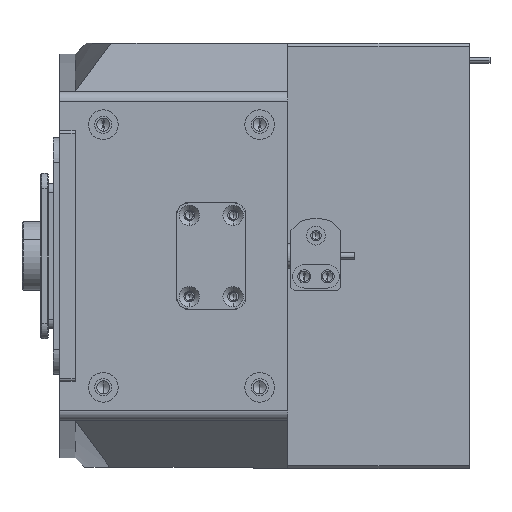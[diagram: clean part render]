
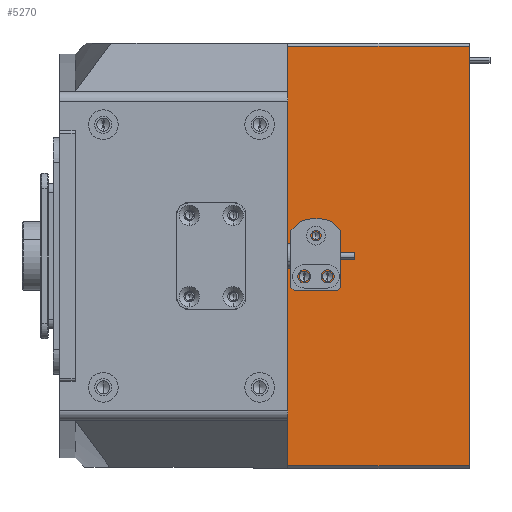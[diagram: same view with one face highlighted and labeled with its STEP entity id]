
A CAD part, left-side view. The second image highlights one B-rep face of the part: STEP entity #5270.
In plain terms, the highlighted planar face has unit normal (-1, 0, 0).
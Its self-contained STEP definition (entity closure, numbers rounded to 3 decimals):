
#953 = EDGE_LOOP ( 'NONE', ( #6079, #3600 ) ) ;
#1676 = VERTEX_POINT ( 'NONE', #38809 ) ;
#1750 = DIRECTION ( 'NONE',  ( -1., 0., 0. ) ) ;
#1758 = ORIENTED_EDGE ( 'NONE', *, *, #13524, .F. ) ;
#1878 = FACE_BOUND ( 'NONE', #7854, .T. ) ;
#1924 = ORIENTED_EDGE ( 'NONE', *, *, #38738, .T. ) ;
#2095 = CARTESIAN_POINT ( 'NONE',  ( -109., -32.25, -6.5 ) ) ;
#3380 = VERTEX_POINT ( 'NONE', #45890 ) ;
#3600 = ORIENTED_EDGE ( 'NONE', *, *, #5176, .F. ) ;
#3916 = CARTESIAN_POINT ( 'NONE',  ( -109., -24.75, -6.5 ) ) ;
#4473 = CIRCLE ( 'NONE', #35726, 1.65 ) ;
#5052 = LINE ( 'NONE', #5552, #25434 ) ;
#5176 = EDGE_CURVE ( 'NONE', #3380, #29360, #4473, .T. ) ;
#5270 = ADVANCED_FACE ( 'NONE', ( #13354, #1878, #27325, #49492 ), #41576, .F. ) ;
#5340 = CIRCLE ( 'NONE', #18956, 1.25 ) ;
#5552 = CARTESIAN_POINT ( 'NONE',  ( -109., -77.5, 68. ) ) ;
#5658 = DIRECTION ( 'NONE',  ( -1., 0., 0. ) ) ;
#6079 = ORIENTED_EDGE ( 'NONE', *, *, #49450, .F. ) ;
#6858 = ORIENTED_EDGE ( 'NONE', *, *, #27469, .F. ) ;
#7854 = EDGE_LOOP ( 'NONE', ( #1758, #26058 ) ) ;
#8607 = EDGE_CURVE ( 'NONE', #1676, #21966, #19739, .T. ) ;
#8720 = VERTEX_POINT ( 'NONE', #35232 ) ;
#9804 = EDGE_LOOP ( 'NONE', ( #6858, #39044 ) ) ;
#10970 = CARTESIAN_POINT ( 'NONE',  ( -109., -19.5, 67. ) ) ;
#12863 = DIRECTION ( 'NONE',  ( -1., 0., 0. ) ) ;
#12963 = CARTESIAN_POINT ( 'NONE',  ( -109., -32.25, -4.85 ) ) ;
#13354 = FACE_BOUND ( 'NONE', #9804, .T. ) ;
#13524 = EDGE_CURVE ( 'NONE', #28237, #48038, #24778, .T. ) ;
#13922 = CIRCLE ( 'NONE', #29577, 1.25 ) ;
#14875 = DIRECTION ( 'NONE',  ( -1., 0., 0. ) ) ;
#15324 = ORIENTED_EDGE ( 'NONE', *, *, #8607, .T. ) ;
#16048 = AXIS2_PLACEMENT_3D ( 'NONE', #22173, #14875, #27132 ) ;
#16331 = DIRECTION ( 'NONE',  ( -1., 0., 0. ) ) ;
#17303 = CARTESIAN_POINT ( 'NONE',  ( -109., -77.5, 67. ) ) ;
#17424 = CARTESIAN_POINT ( 'NONE',  ( -109., -77.5, 68. ) ) ;
#18290 = DIRECTION ( 'NONE',  ( 0., 0., -1. ) ) ;
#18956 = AXIS2_PLACEMENT_3D ( 'NONE', #47782, #19063, #43705 ) ;
#19063 = DIRECTION ( 'NONE',  ( -1., 0., 0. ) ) ;
#19739 = LINE ( 'NONE', #17303, #50770 ) ;
#20007 = CARTESIAN_POINT ( 'NONE',  ( -109., -77.5, -67. ) ) ;
#21299 = LINE ( 'NONE', #38000, #25079 ) ;
#21406 = VECTOR ( 'NONE', #42824, 1000. ) ;
#21966 = VERTEX_POINT ( 'NONE', #10970 ) ;
#22155 = EDGE_LOOP ( 'NONE', ( #48299, #1924, #46200, #15324 ) ) ;
#22173 = CARTESIAN_POINT ( 'NONE',  ( -109., -24.75, -6.5 ) ) ;
#23077 = CIRCLE ( 'NONE', #43699, 1.65 ) ;
#24346 = CARTESIAN_POINT ( 'NONE',  ( -109., -24.75, -8.15 ) ) ;
#24778 = CIRCLE ( 'NONE', #43650, 1.65 ) ;
#24882 = CARTESIAN_POINT ( 'NONE',  ( -109., -24.75, -4.85 ) ) ;
#25079 = VECTOR ( 'NONE', #18290, 1000. ) ;
#25434 = VECTOR ( 'NONE', #37857, 1000. ) ;
#26058 = ORIENTED_EDGE ( 'NONE', *, *, #32107, .F. ) ;
#26368 = CARTESIAN_POINT ( 'NONE',  ( -109., -77.5, -67. ) ) ;
#26974 = VERTEX_POINT ( 'NONE', #20007 ) ;
#27132 = DIRECTION ( 'NONE',  ( 0., 0., 1. ) ) ;
#27325 = FACE_BOUND ( 'NONE', #953, .T. ) ;
#27469 = EDGE_CURVE ( 'NONE', #46742, #32380, #5340, .T. ) ;
#28237 = VERTEX_POINT ( 'NONE', #24882 ) ;
#29360 = VERTEX_POINT ( 'NONE', #12963 ) ;
#29577 = AXIS2_PLACEMENT_3D ( 'NONE', #46286, #1750, #30169 ) ;
#30169 = DIRECTION ( 'NONE',  ( 0., 0., 1. ) ) ;
#32107 = EDGE_CURVE ( 'NONE', #48038, #28237, #50559, .T. ) ;
#32196 = LINE ( 'NONE', #26368, #21406 ) ;
#32380 = VERTEX_POINT ( 'NONE', #45170 ) ;
#34764 = DIRECTION ( 'NONE',  ( 0., 0., 1. ) ) ;
#35232 = CARTESIAN_POINT ( 'NONE',  ( -109., -19.5, -67. ) ) ;
#35726 = AXIS2_PLACEMENT_3D ( 'NONE', #41067, #12863, #36635 ) ;
#36635 = DIRECTION ( 'NONE',  ( 0., 0., 1. ) ) ;
#36836 = EDGE_CURVE ( 'NONE', #1676, #26974, #5052, .T. ) ;
#37390 = AXIS2_PLACEMENT_3D ( 'NONE', #17424, #50228, #45647 ) ;
#37721 = DIRECTION ( 'NONE',  ( 0., 1., 0. ) ) ;
#37857 = DIRECTION ( 'NONE',  ( 0., 0., -1. ) ) ;
#38000 = CARTESIAN_POINT ( 'NONE',  ( -109., -19.5, 68. ) ) ;
#38371 = CARTESIAN_POINT ( 'NONE',  ( -109., -28.5, 7.75 ) ) ;
#38738 = EDGE_CURVE ( 'NONE', #8720, #26974, #32196, .T. ) ;
#38809 = CARTESIAN_POINT ( 'NONE',  ( -109., -77.5, 67. ) ) ;
#39044 = ORIENTED_EDGE ( 'NONE', *, *, #51905, .F. ) ;
#41013 = DIRECTION ( 'NONE',  ( 0., 0., 1. ) ) ;
#41067 = CARTESIAN_POINT ( 'NONE',  ( -109., -32.25, -6.5 ) ) ;
#41576 = PLANE ( 'NONE',  #37390 ) ;
#42277 = EDGE_CURVE ( 'NONE', #21966, #8720, #21299, .T. ) ;
#42824 = DIRECTION ( 'NONE',  ( 0., -1., 0. ) ) ;
#43650 = AXIS2_PLACEMENT_3D ( 'NONE', #3916, #16331, #41013 ) ;
#43699 = AXIS2_PLACEMENT_3D ( 'NONE', #2095, #5658, #34764 ) ;
#43705 = DIRECTION ( 'NONE',  ( 0., 0., 1. ) ) ;
#45170 = CARTESIAN_POINT ( 'NONE',  ( -109., -28.5, 5.25 ) ) ;
#45647 = DIRECTION ( 'NONE',  ( 0., 0., -1. ) ) ;
#45890 = CARTESIAN_POINT ( 'NONE',  ( -109., -32.25, -8.15 ) ) ;
#46200 = ORIENTED_EDGE ( 'NONE', *, *, #36836, .F. ) ;
#46286 = CARTESIAN_POINT ( 'NONE',  ( -109., -28.5, 6.5 ) ) ;
#46742 = VERTEX_POINT ( 'NONE', #38371 ) ;
#47782 = CARTESIAN_POINT ( 'NONE',  ( -109., -28.5, 6.5 ) ) ;
#48038 = VERTEX_POINT ( 'NONE', #24346 ) ;
#48299 = ORIENTED_EDGE ( 'NONE', *, *, #42277, .T. ) ;
#49450 = EDGE_CURVE ( 'NONE', #29360, #3380, #23077, .T. ) ;
#49492 = FACE_OUTER_BOUND ( 'NONE', #22155, .T. ) ;
#50228 = DIRECTION ( 'NONE',  ( 1., 0., 0. ) ) ;
#50559 = CIRCLE ( 'NONE', #16048, 1.65 ) ;
#50770 = VECTOR ( 'NONE', #37721, 1000. ) ;
#51905 = EDGE_CURVE ( 'NONE', #32380, #46742, #13922, .T. ) ;
